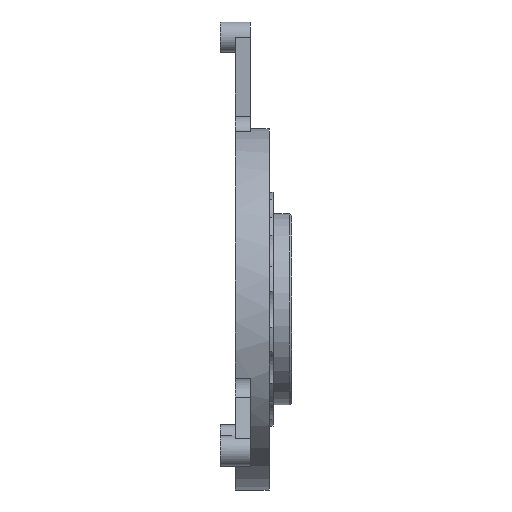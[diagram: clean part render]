
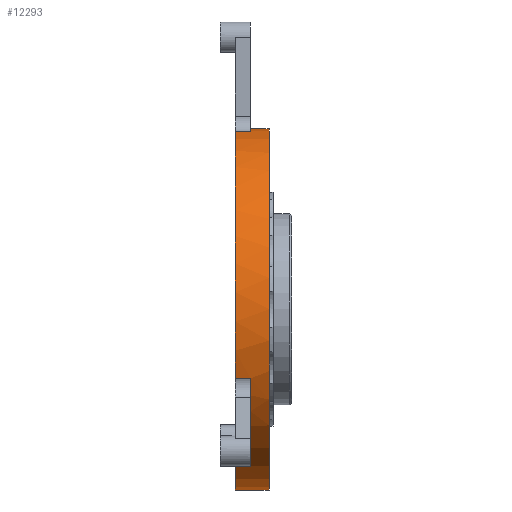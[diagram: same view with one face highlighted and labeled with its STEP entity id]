
A CAD part, left-side view. The second image highlights one B-rep face of the part: STEP entity #12293.
In plain terms, the highlighted cylindrical face has radius 60 mm (diameter 120 mm), a full revolution.
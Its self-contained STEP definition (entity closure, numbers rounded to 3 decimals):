
#501=CYLINDRICAL_SURFACE('',#13053,60.);
#1007=CIRCLE('',#12998,60.);
#1008=CIRCLE('',#12999,60.);
#1013=CIRCLE('',#13004,60.);
#1018=CIRCLE('',#13009,60.);
#1032=CIRCLE('',#13024,60.);
#1058=CIRCLE('',#13054,60.);
#1059=CIRCLE('',#13055,60.);
#1060=CIRCLE('',#13056,60.);
#2036=FACE_OUTER_BOUND('',#2724,.T.);
#2724=EDGE_LOOP('',(#8326,#8327,#8328,#8329,#8330,#8331,#8332,#8333,#8334,
#8335,#8336,#8337,#8338,#8339,#8340,#8341));
#3434=LINE('',#18552,#4135);
#3437=LINE('',#18561,#4138);
#3439=LINE('',#18565,#4140);
#3440=LINE('',#18568,#4141);
#3441=LINE('',#18570,#4142);
#3442=LINE('',#18573,#4143);
#3443=LINE('',#18574,#4144);
#4135=VECTOR('',#14729,10.);
#4138=VECTOR('',#14738,10.);
#4140=VECTOR('',#14742,10.);
#4141=VECTOR('',#14745,10.);
#4142=VECTOR('',#14746,10.);
#4143=VECTOR('',#14749,10.);
#4144=VECTOR('',#14750,35.);
#4838=VERTEX_POINT('',#18442);
#4839=VERTEX_POINT('',#18443);
#4840=VERTEX_POINT('',#18445);
#4846=VERTEX_POINT('',#18457);
#4847=VERTEX_POINT('',#18459);
#4853=VERTEX_POINT('',#18471);
#4854=VERTEX_POINT('',#18473);
#4866=VERTEX_POINT('',#18502);
#4887=VERTEX_POINT('',#18548);
#4891=VERTEX_POINT('',#18559);
#4892=VERTEX_POINT('',#18564);
#4893=VERTEX_POINT('',#18566);
#4894=VERTEX_POINT('',#18569);
#4895=VERTEX_POINT('',#18571);
#6201=EDGE_CURVE('',#4838,#4839,#1007,.F.);
#6202=EDGE_CURVE('',#4839,#4840,#1008,.F.);
#6209=EDGE_CURVE('',#4846,#4847,#1013,.F.);
#6216=EDGE_CURVE('',#4853,#4854,#1018,.F.);
#6232=EDGE_CURVE('',#4866,#4866,#1032,.T.);
#6258=EDGE_CURVE('',#4854,#4887,#3434,.T.);
#6262=EDGE_CURVE('',#4891,#4838,#3437,.T.);
#6264=EDGE_CURVE('',#4892,#4853,#3439,.T.);
#6265=EDGE_CURVE('',#4892,#4893,#1058,.T.);
#6266=EDGE_CURVE('',#4847,#4893,#3440,.T.);
#6267=EDGE_CURVE('',#4894,#4846,#3441,.T.);
#6268=EDGE_CURVE('',#4894,#4895,#1059,.T.);
#6269=EDGE_CURVE('',#4840,#4895,#3442,.T.);
#6270=EDGE_CURVE('',#4839,#4866,#3443,.T.);
#6271=EDGE_CURVE('',#4891,#4887,#1060,.T.);
#8326=ORIENTED_EDGE('',*,*,#6258,.F.);
#8327=ORIENTED_EDGE('',*,*,#6216,.F.);
#8328=ORIENTED_EDGE('',*,*,#6264,.F.);
#8329=ORIENTED_EDGE('',*,*,#6265,.T.);
#8330=ORIENTED_EDGE('',*,*,#6266,.F.);
#8331=ORIENTED_EDGE('',*,*,#6209,.F.);
#8332=ORIENTED_EDGE('',*,*,#6267,.F.);
#8333=ORIENTED_EDGE('',*,*,#6268,.T.);
#8334=ORIENTED_EDGE('',*,*,#6269,.F.);
#8335=ORIENTED_EDGE('',*,*,#6202,.F.);
#8336=ORIENTED_EDGE('',*,*,#6270,.T.);
#8337=ORIENTED_EDGE('',*,*,#6232,.F.);
#8338=ORIENTED_EDGE('',*,*,#6270,.F.);
#8339=ORIENTED_EDGE('',*,*,#6201,.F.);
#8340=ORIENTED_EDGE('',*,*,#6262,.F.);
#8341=ORIENTED_EDGE('',*,*,#6271,.T.);
#12293=ADVANCED_FACE('',(#2036),#501,.T.);
#12998=AXIS2_PLACEMENT_3D('',#18444,#14618,#14619);
#12999=AXIS2_PLACEMENT_3D('',#18446,#14620,#14621);
#13004=AXIS2_PLACEMENT_3D('',#18460,#14632,#14633);
#13009=AXIS2_PLACEMENT_3D('',#18474,#14644,#14645);
#13024=AXIS2_PLACEMENT_3D('',#18503,#14676,#14677);
#13053=AXIS2_PLACEMENT_3D('',#18563,#14740,#14741);
#13054=AXIS2_PLACEMENT_3D('',#18567,#14743,#14744);
#13055=AXIS2_PLACEMENT_3D('',#18572,#14747,#14748);
#13056=AXIS2_PLACEMENT_3D('',#18575,#14751,#14752);
#14618=DIRECTION('center_axis',(0.,-1.,0.));
#14619=DIRECTION('ref_axis',(0.,0.,1.));
#14620=DIRECTION('center_axis',(0.,-1.,0.));
#14621=DIRECTION('ref_axis',(0.,0.,1.));
#14632=DIRECTION('center_axis',(0.,-1.,0.));
#14633=DIRECTION('ref_axis',(0.,0.,1.));
#14644=DIRECTION('center_axis',(0.,-1.,0.));
#14645=DIRECTION('ref_axis',(0.,0.,1.));
#14676=DIRECTION('center_axis',(0.,-1.,0.));
#14677=DIRECTION('ref_axis',(0.,0.,1.));
#14729=DIRECTION('',(0.,-1.,0.));
#14738=DIRECTION('',(0.,1.,0.));
#14740=DIRECTION('center_axis',(0.,1.,0.));
#14741=DIRECTION('ref_axis',(0.,0.,1.));
#14742=DIRECTION('',(0.,1.,0.));
#14743=DIRECTION('center_axis',(0.,-1.,0.));
#14744=DIRECTION('ref_axis',(0.,0.,1.));
#14745=DIRECTION('',(0.,-1.,0.));
#14746=DIRECTION('',(0.,1.,0.));
#14747=DIRECTION('center_axis',(0.,-1.,0.));
#14748=DIRECTION('ref_axis',(0.,0.,1.));
#14749=DIRECTION('',(0.,-1.,0.));
#14750=DIRECTION('',(0.,-1.,0.));
#14751=DIRECTION('center_axis',(0.,-1.,0.));
#14752=DIRECTION('ref_axis',(0.,0.,1.));
#18442=CARTESIAN_POINT('',(47.617,11.7,-36.505));
#18443=CARTESIAN_POINT('',(0.,11.7,-60.));
#18444=CARTESIAN_POINT('Origin',(0.,11.7,0.));
#18445=CARTESIAN_POINT('',(-45.811,11.7,-38.747));
#18446=CARTESIAN_POINT('Origin',(0.,11.7,0.));
#18457=CARTESIAN_POINT('',(-55.423,11.7,-22.985));
#18459=CARTESIAN_POINT('',(-10.651,11.7,59.047));
#18460=CARTESIAN_POINT('Origin',(0.,11.7,0.));
#18471=CARTESIAN_POINT('',(7.806,11.7,59.49));
#18473=CARTESIAN_POINT('',(56.462,11.7,-20.3));
#18474=CARTESIAN_POINT('Origin',(0.,11.7,0.));
#18502=CARTESIAN_POINT('',(0.,0.5,-60.));
#18503=CARTESIAN_POINT('Origin',(0.,0.5,0.));
#18548=CARTESIAN_POINT('',(56.462,6.7,-20.3));
#18552=CARTESIAN_POINT('',(56.462,-1.,-20.3));
#18559=CARTESIAN_POINT('',(47.617,6.7,-36.505));
#18561=CARTESIAN_POINT('',(47.617,-1.,-36.505));
#18563=CARTESIAN_POINT('Origin',(0.,-1.,0.));
#18564=CARTESIAN_POINT('',(7.806,6.7,59.49));
#18565=CARTESIAN_POINT('',(7.806,-1.,59.49));
#18566=CARTESIAN_POINT('',(-10.651,6.7,59.047));
#18567=CARTESIAN_POINT('Origin',(0.,6.7,0.));
#18568=CARTESIAN_POINT('',(-10.651,-1.,59.047));
#18569=CARTESIAN_POINT('',(-55.423,6.7,-22.985));
#18570=CARTESIAN_POINT('',(-55.423,-1.,-22.985));
#18571=CARTESIAN_POINT('',(-45.811,6.7,-38.747));
#18572=CARTESIAN_POINT('Origin',(0.,6.7,0.));
#18573=CARTESIAN_POINT('',(-45.811,-1.,-38.747));
#18574=CARTESIAN_POINT('',(0.,-1.,-60.));
#18575=CARTESIAN_POINT('Origin',(0.,6.7,0.));
